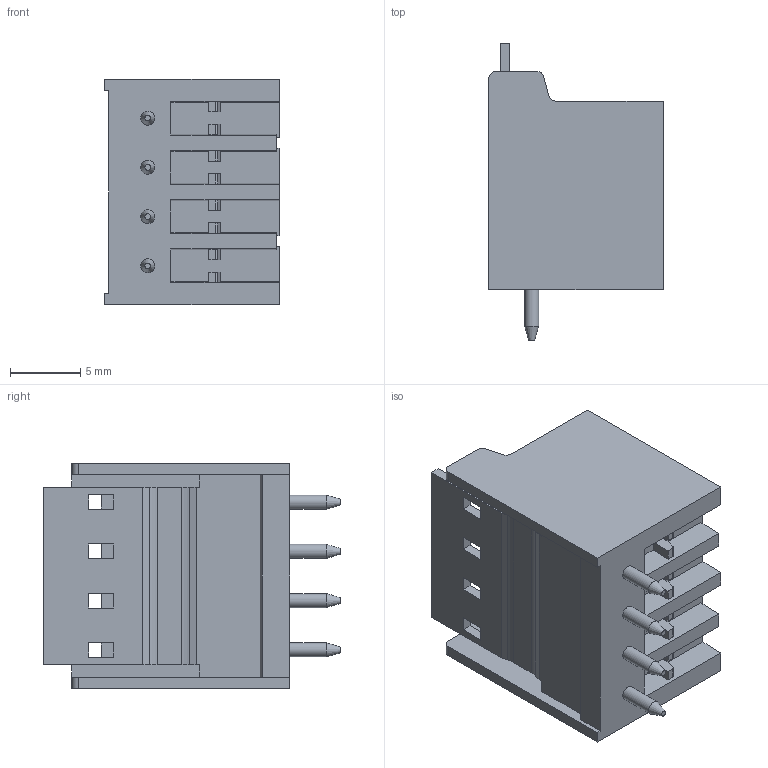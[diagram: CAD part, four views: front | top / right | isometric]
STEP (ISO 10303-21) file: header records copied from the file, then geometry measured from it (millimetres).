
FILE_DESCRIPTION( ( 'STEP AP203' ), '1' );
FILE_NAME( '2091-1404.stp', '2021-09-05T15:43:36', ( 'License CC BY-ND 4.0' ), ( 'CADENAS' ), ' ', 'PARTsolutions', ' ' );
FILE_SCHEMA( ( 'CONFIG_CONTROL_DESIGN' ) );
Length unit declared in the file: millimetre
Products named in the file (1): _2091-1404
Bounding box: 12.4 x 21.1 x 16 mm (x, y, z)
Volume: 946.4 mm3; surface area: 2185.9 mm2
Topology: 1 solids, 1 shells, 246 faces, 706 edges, 470 vertices
Faces by surface type: plane 196, cylinder 42, cone 8
Full cylindrical faces by diameter (mm): 1 x8
Entity records: 7874 total; most frequent: CARTESIAN_POINT 1391, ORIENTED_EDGE 1364, DIRECTION 1268, EDGE_CURVE 682, LINE 590, VECTOR 590, VERTEX_POINT 462, AXIS2_PLACEMENT_3D 339
